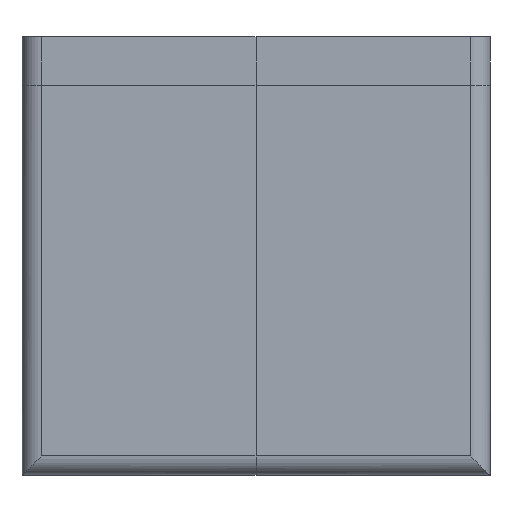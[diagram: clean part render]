
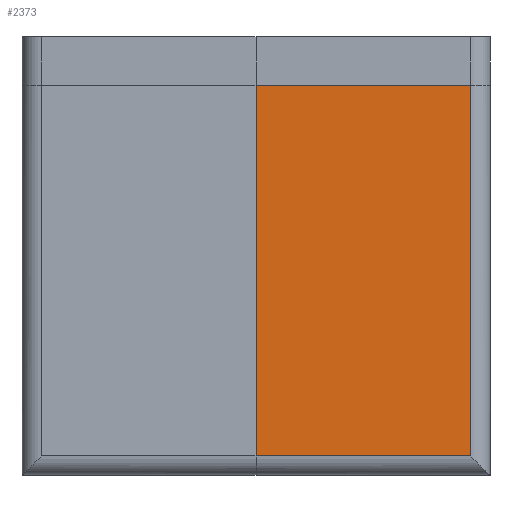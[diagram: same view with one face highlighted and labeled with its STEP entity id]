
A CAD part, front view. The second image highlights one B-rep face of the part: STEP entity #2373.
In plain terms, the highlighted planar face has unit normal (0, -1, 0).
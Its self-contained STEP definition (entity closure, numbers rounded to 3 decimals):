
#404 = PLANE('',#405);
#405 = AXIS2_PLACEMENT_3D('',#406,#407,#408);
#406 = CARTESIAN_POINT('',(24.,0.,0.));
#407 = DIRECTION('',(0.,-1.,0.));
#408 = DIRECTION('',(-1.,0.,0.));
#661 = VERTEX_POINT('',#662);
#662 = CARTESIAN_POINT('',(22.,0.,0.));
#697 = CYLINDRICAL_SURFACE('',#698,2.);
#698 = AXIS2_PLACEMENT_3D('',#699,#700,#701);
#699 = CARTESIAN_POINT('',(22.,2.,0.));
#700 = DIRECTION('',(0.,0.,-1.));
#701 = DIRECTION('',(1.,0.,0.));
#1009 = EDGE_CURVE('',#661,#1010,#1012,.T.);
#1010 = VERTEX_POINT('',#1011);
#1011 = CARTESIAN_POINT('',(0.,0.,0.));
#1012 = SURFACE_CURVE('',#1013,(#1017,#1024),.PCURVE_S1.);
#1013 = LINE('',#1014,#1015);
#1014 = CARTESIAN_POINT('',(24.,0.,0.));
#1015 = VECTOR('',#1016,1.);
#1016 = DIRECTION('',(-1.,0.,0.));
#1017 = PCURVE('',#404,#1018);
#1018 = DEFINITIONAL_REPRESENTATION('',(#1019),#1023);
#1019 = LINE('',#1020,#1021);
#1020 = CARTESIAN_POINT('',(0.,0.));
#1021 = VECTOR('',#1022,1.);
#1022 = DIRECTION('',(1.,0.));
#1023 = ( GEOMETRIC_REPRESENTATION_CONTEXT(2) 
PARAMETRIC_REPRESENTATION_CONTEXT() REPRESENTATION_CONTEXT('2D SPACE',''
  ) );
#1024 = PCURVE('',#1025,#1030);
#1025 = PLANE('',#1026);
#1026 = AXIS2_PLACEMENT_3D('',#1027,#1028,#1029);
#1027 = CARTESIAN_POINT('',(0.,0.,0.));
#1028 = DIRECTION('',(0.,-1.,0.));
#1029 = DIRECTION('',(1.,0.,0.));
#1030 = DEFINITIONAL_REPRESENTATION('',(#1031),#1035);
#1031 = LINE('',#1032,#1033);
#1032 = CARTESIAN_POINT('',(24.,0.));
#1033 = VECTOR('',#1034,1.);
#1034 = DIRECTION('',(-1.,0.));
#1035 = ( GEOMETRIC_REPRESENTATION_CONTEXT(2) 
PARAMETRIC_REPRESENTATION_CONTEXT() REPRESENTATION_CONTEXT('2D SPACE',''
  ) );
#1969 = EDGE_CURVE('',#661,#1970,#1972,.T.);
#1970 = VERTEX_POINT('',#1971);
#1971 = CARTESIAN_POINT('',(22.,0.,-38.));
#1972 = SURFACE_CURVE('',#1973,(#1977,#1984),.PCURVE_S1.);
#1973 = LINE('',#1974,#1975);
#1974 = CARTESIAN_POINT('',(22.,0.,0.));
#1975 = VECTOR('',#1976,1.);
#1976 = DIRECTION('',(0.,0.,-1.));
#1977 = PCURVE('',#697,#1978);
#1978 = DEFINITIONAL_REPRESENTATION('',(#1979),#1983);
#1979 = LINE('',#1980,#1981);
#1980 = CARTESIAN_POINT('',(1.571,0.));
#1981 = VECTOR('',#1982,1.);
#1982 = DIRECTION('',(0.,1.));
#1983 = ( GEOMETRIC_REPRESENTATION_CONTEXT(2) 
PARAMETRIC_REPRESENTATION_CONTEXT() REPRESENTATION_CONTEXT('2D SPACE',''
  ) );
#1984 = PCURVE('',#1025,#1985);
#1985 = DEFINITIONAL_REPRESENTATION('',(#1986),#1990);
#1986 = LINE('',#1987,#1988);
#1987 = CARTESIAN_POINT('',(22.,0.));
#1988 = VECTOR('',#1989,1.);
#1989 = DIRECTION('',(0.,-1.));
#1990 = ( GEOMETRIC_REPRESENTATION_CONTEXT(2) 
PARAMETRIC_REPRESENTATION_CONTEXT() REPRESENTATION_CONTEXT('2D SPACE',''
  ) );
#2013 = CYLINDRICAL_SURFACE('',#2014,2.);
#2014 = AXIS2_PLACEMENT_3D('',#2015,#2016,#2017);
#2015 = CARTESIAN_POINT('',(0.,2.,-38.));
#2016 = DIRECTION('',(1.,0.,0.));
#2017 = DIRECTION('',(0.,0.,-1.));
#2373 = ADVANCED_FACE('',(#2374),#1025,.T.);
#2374 = FACE_BOUND('',#2375,.T.);
#2375 = EDGE_LOOP('',(#2376,#2404,#2425,#2426));
#2376 = ORIENTED_EDGE('',*,*,#2377,.T.);
#2377 = EDGE_CURVE('',#1010,#2378,#2380,.T.);
#2378 = VERTEX_POINT('',#2379);
#2379 = CARTESIAN_POINT('',(0.,0.,-38.));
#2380 = SURFACE_CURVE('',#2381,(#2385,#2392),.PCURVE_S1.);
#2381 = LINE('',#2382,#2383);
#2382 = CARTESIAN_POINT('',(0.,0.,0.));
#2383 = VECTOR('',#2384,1.);
#2384 = DIRECTION('',(0.,0.,-1.));
#2385 = PCURVE('',#1025,#2386);
#2386 = DEFINITIONAL_REPRESENTATION('',(#2387),#2391);
#2387 = LINE('',#2388,#2389);
#2388 = CARTESIAN_POINT('',(0.,0.));
#2389 = VECTOR('',#2390,1.);
#2390 = DIRECTION('',(0.,-1.));
#2391 = ( GEOMETRIC_REPRESENTATION_CONTEXT(2) 
PARAMETRIC_REPRESENTATION_CONTEXT() REPRESENTATION_CONTEXT('2D SPACE',''
  ) );
#2392 = PCURVE('',#2393,#2398);
#2393 = PLANE('',#2394);
#2394 = AXIS2_PLACEMENT_3D('',#2395,#2396,#2397);
#2395 = CARTESIAN_POINT('',(0.,0.,0.));
#2396 = DIRECTION('',(0.,-1.,0.));
#2397 = DIRECTION('',(1.,0.,0.));
#2398 = DEFINITIONAL_REPRESENTATION('',(#2399),#2403);
#2399 = LINE('',#2400,#2401);
#2400 = CARTESIAN_POINT('',(0.,0.));
#2401 = VECTOR('',#2402,1.);
#2402 = DIRECTION('',(0.,-1.));
#2403 = ( GEOMETRIC_REPRESENTATION_CONTEXT(2) 
PARAMETRIC_REPRESENTATION_CONTEXT() REPRESENTATION_CONTEXT('2D SPACE',''
  ) );
#2404 = ORIENTED_EDGE('',*,*,#2405,.T.);
#2405 = EDGE_CURVE('',#2378,#1970,#2406,.T.);
#2406 = SURFACE_CURVE('',#2407,(#2411,#2418),.PCURVE_S1.);
#2407 = LINE('',#2408,#2409);
#2408 = CARTESIAN_POINT('',(0.,0.,-38.));
#2409 = VECTOR('',#2410,1.);
#2410 = DIRECTION('',(1.,0.,0.));
#2411 = PCURVE('',#1025,#2412);
#2412 = DEFINITIONAL_REPRESENTATION('',(#2413),#2417);
#2413 = LINE('',#2414,#2415);
#2414 = CARTESIAN_POINT('',(0.,-38.));
#2415 = VECTOR('',#2416,1.);
#2416 = DIRECTION('',(1.,0.));
#2417 = ( GEOMETRIC_REPRESENTATION_CONTEXT(2) 
PARAMETRIC_REPRESENTATION_CONTEXT() REPRESENTATION_CONTEXT('2D SPACE',''
  ) );
#2418 = PCURVE('',#2013,#2419);
#2419 = DEFINITIONAL_REPRESENTATION('',(#2420),#2424);
#2420 = LINE('',#2421,#2422);
#2421 = CARTESIAN_POINT('',(-1.571,0.));
#2422 = VECTOR('',#2423,1.);
#2423 = DIRECTION('',(0.,1.));
#2424 = ( GEOMETRIC_REPRESENTATION_CONTEXT(2) 
PARAMETRIC_REPRESENTATION_CONTEXT() REPRESENTATION_CONTEXT('2D SPACE',''
  ) );
#2425 = ORIENTED_EDGE('',*,*,#1969,.F.);
#2426 = ORIENTED_EDGE('',*,*,#1009,.T.);
